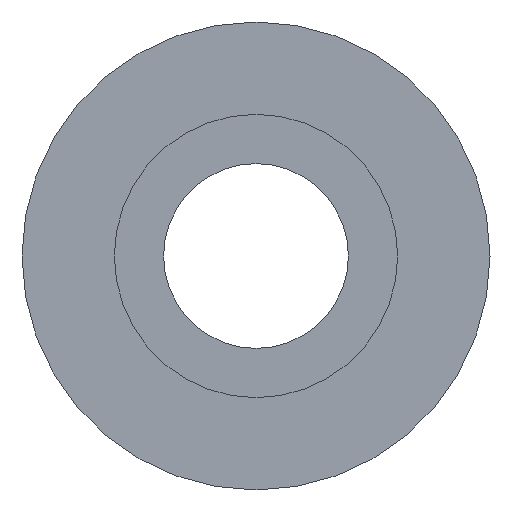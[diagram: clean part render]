
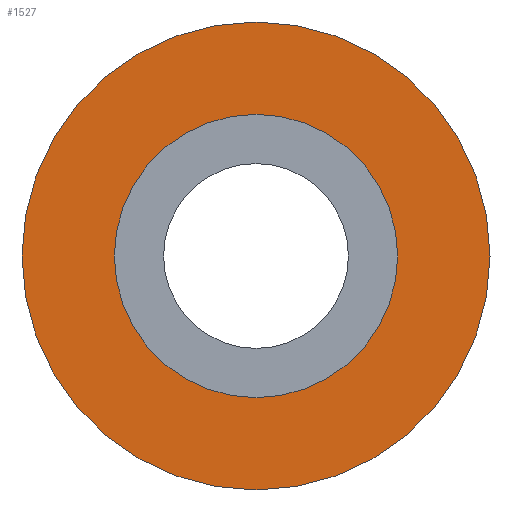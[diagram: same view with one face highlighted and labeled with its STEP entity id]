
A CAD part, front view. The second image highlights one B-rep face of the part: STEP entity #1527.
In plain terms, the highlighted planar face has unit normal (0, -1, 0).
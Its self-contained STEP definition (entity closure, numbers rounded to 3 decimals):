
#590=CARTESIAN_POINT('',(-8.474,-8.0,12.149));
#591=VERTEX_POINT('',#590);
#607=CARTESIAN_POINT('',(10.526,-8.0,-20.76));
#608=VERTEX_POINT('',#607);
#615=CARTESIAN_POINT('',(1.026,-8.0,-4.305));
#616=DIRECTION('',(0.0,1.,0.0));
#617=DIRECTION('',(0.866,0.0,0.5));
#618=AXIS2_PLACEMENT_3D('',#615,#616,#617);
#619=CIRCLE('',#618,19.0);
#620=EDGE_CURVE('',#608,#591,#619,.T.);
#630=CARTESIAN_POINT('',(-4.724,-8.0,5.654));
#631=VERTEX_POINT('',#630);
#640=CARTESIAN_POINT('',(6.776,-8.0,-14.265));
#641=VERTEX_POINT('',#640);
#642=CARTESIAN_POINT('',(1.026,-8.0,-4.305));
#643=DIRECTION('',(0.0,1.0,0.0));
#644=DIRECTION('',(-0.5,0.0,0.866));
#645=AXIS2_PLACEMENT_3D('',#642,#643,#644);
#646=CIRCLE('',#645,11.5);
#647=EDGE_CURVE('',#641,#631,#646,.T.);
#1356=CARTESIAN_POINT('',(10.985,-8.0,1.445));
#1357=VERTEX_POINT('',#1356);
#1358=CARTESIAN_POINT('',(1.026,-8.0,-4.305));
#1359=DIRECTION('',(0.0,1.0,0.0));
#1360=DIRECTION('',(-0.5,0.0,0.866));
#1361=AXIS2_PLACEMENT_3D('',#1358,#1359,#1360);
#1362=CIRCLE('',#1361,11.5);
#1363=EDGE_CURVE('',#1357,#641,#1362,.T.);
#1365=CARTESIAN_POINT('',(1.026,-8.0,-4.305));
#1366=DIRECTION('',(0.0,1.0,0.0));
#1367=DIRECTION('',(-0.5,0.0,0.866));
#1368=AXIS2_PLACEMENT_3D('',#1365,#1366,#1367);
#1369=CIRCLE('',#1368,11.5);
#1370=EDGE_CURVE('',#631,#1357,#1369,.T.);
#1490=CARTESIAN_POINT('',(17.48,-8.0,5.195));
#1491=VERTEX_POINT('',#1490);
#1492=CARTESIAN_POINT('',(1.026,-8.0,-4.305));
#1493=DIRECTION('',(0.0,1.,0.0));
#1494=DIRECTION('',(0.866,0.0,0.5));
#1495=AXIS2_PLACEMENT_3D('',#1492,#1493,#1494);
#1496=CIRCLE('',#1495,19.0);
#1497=EDGE_CURVE('',#591,#1491,#1496,.T.);
#1499=CARTESIAN_POINT('',(1.026,-8.0,-4.305));
#1500=DIRECTION('',(0.0,1.,0.0));
#1501=DIRECTION('',(0.866,0.0,0.5));
#1502=AXIS2_PLACEMENT_3D('',#1499,#1500,#1501);
#1503=CIRCLE('',#1502,19.0);
#1504=EDGE_CURVE('',#1491,#608,#1503,.T.);
#1512=CARTESIAN_POINT('',(17.48,-8.0,5.195));
#1513=DIRECTION('',(0.0,-1.0,0.0));
#1514=DIRECTION('',(0.0,0.0,-1.0));
#1515=AXIS2_PLACEMENT_3D('',#1512,#1513,#1514);
#1516=PLANE('',#1515);
#1517=ORIENTED_EDGE('',*,*,#1504,.F.);
#1518=ORIENTED_EDGE('',*,*,#1497,.F.);
#1519=ORIENTED_EDGE('',*,*,#620,.F.);
#1520=EDGE_LOOP('',(#1517,#1518,#1519));
#1521=FACE_OUTER_BOUND('',#1520,.T.);
#1522=ORIENTED_EDGE('',*,*,#1363,.T.);
#1523=ORIENTED_EDGE('',*,*,#647,.T.);
#1524=ORIENTED_EDGE('',*,*,#1370,.T.);
#1525=EDGE_LOOP('',(#1522,#1523,#1524));
#1526=FACE_BOUND('',#1525,.T.);
#1527=ADVANCED_FACE('',(#1521,#1526),#1516,.T.);
